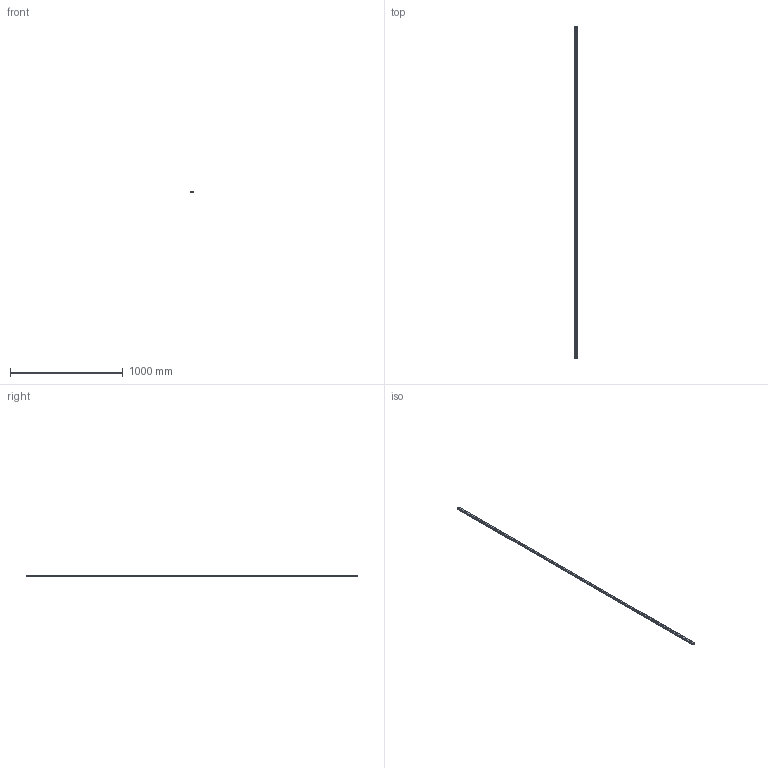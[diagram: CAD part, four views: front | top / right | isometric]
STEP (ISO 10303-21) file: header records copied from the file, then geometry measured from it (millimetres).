
FILE_DESCRIPTION(('STEP AP214'),'1');
FILE_NAME('cctmp_06F4F348-9C75-423C-BAEF-92D7139937BE_2021_02_09_11_51_06_0706..stp','2021-02-09T10:51:07',('HIWIN GmbH'),('CADClick - www.CADClick.com'),'Spatial InterOp 3D',' ','unknown authorization');
FILE_SCHEMA(('AUTOMOTIVE_DESIGN'));
Length unit declared in the file: millimetre
Products named in the file (1): EGR20R2950C_FILE
Bounding box: 20 x 2950 x 15.5 mm (x, y, z)
Volume: 791760.8 mm3; surface area: 235813.7 mm2
Topology: 1 solids, 1 shells, 691 faces, 1565 edges, 978 vertices
Faces by surface type: plane 379, cylinder 312
Entity records: 25023 total; most frequent: DIRECTION 3769, CARTESIAN_POINT 3235, ORIENTED_EDGE 3130, EDGE_CURVE 1565, AXIS2_PLACEMENT_3D 1512, VERTEX_POINT 978, EDGE_LOOP 793, LINE 745
